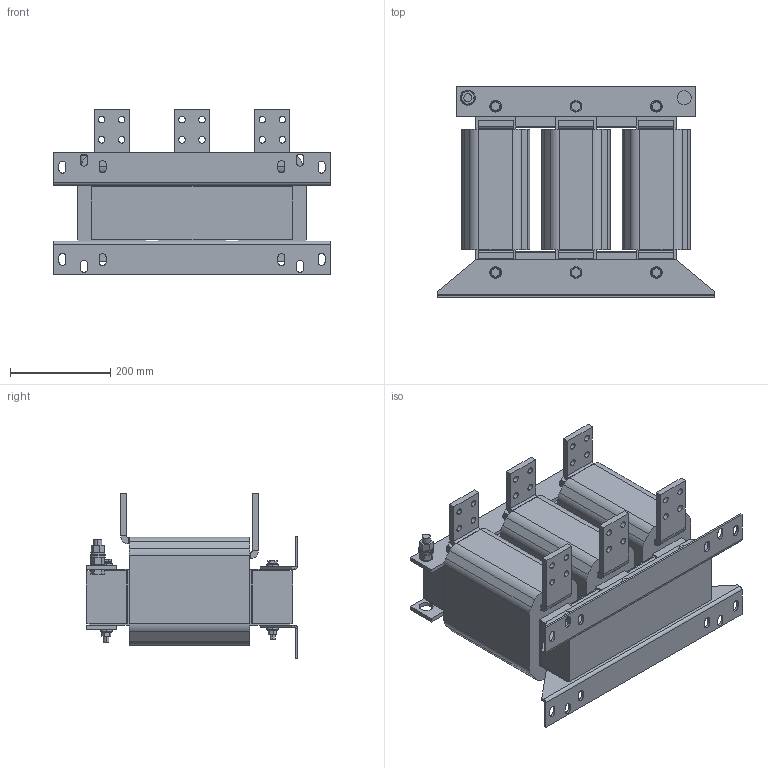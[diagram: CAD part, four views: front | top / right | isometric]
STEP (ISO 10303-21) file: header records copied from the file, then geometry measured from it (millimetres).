
FILE_DESCRIPTION (( 'STEP AP214' ), '1' );
FILE_NAME ('225512.STEP', '2020-07-01T04:25:29', ( '' ), ( '' ), 'SwSTEP 2.0', 'SolidWorks 2018', '' );
FILE_SCHEMA (( 'AUTOMOTIVE_DESIGN' ));
Length unit declared in the file: millimetre
Products named in the file (1): 225512
Bounding box: 552 x 421 x 327.85 mm (x, y, z)
Volume: 28843172.4 mm3; surface area: 1307913.4 mm2
Topology: 1 solids, 1 shells, 677 faces, 1728 edges, 1092 vertices
Faces by surface type: plane 465, cylinder 212
Entity records: 20484 total; most frequent: DIRECTION 3560, CARTESIAN_POINT 3498, ORIENTED_EDGE 3456, EDGE_CURVE 1728, VECTOR 1252, LINE 1252, AXIS2_PLACEMENT_3D 1154, VERTEX_POINT 1092
